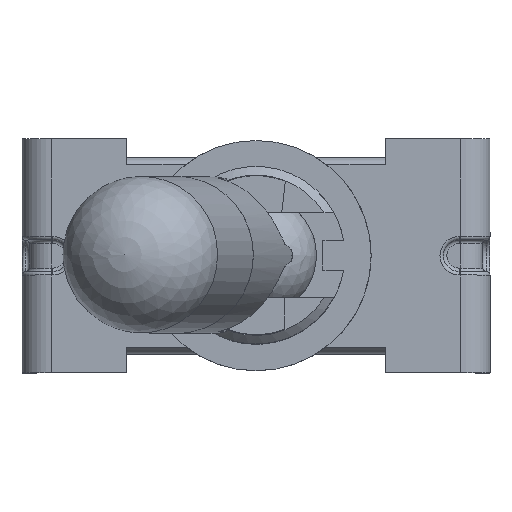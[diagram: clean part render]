
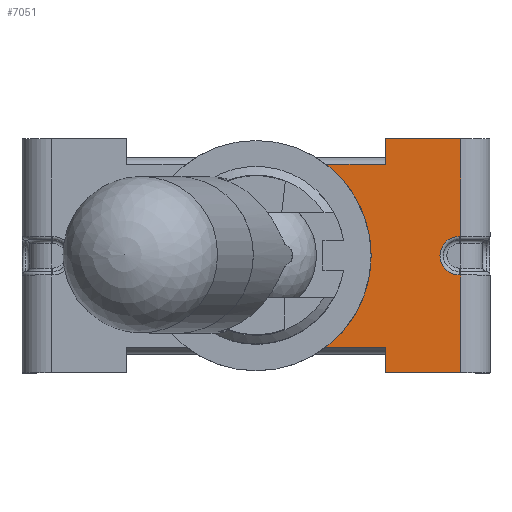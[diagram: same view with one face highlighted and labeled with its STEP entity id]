
A CAD part, top view. The second image highlights one B-rep face of the part: STEP entity #7051.
In plain terms, the highlighted planar face has unit normal (0, 0, 1).
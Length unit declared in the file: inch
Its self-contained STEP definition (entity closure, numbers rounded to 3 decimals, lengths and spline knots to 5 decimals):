
#109=PLANE('',#7546);
#373=FACE_OUTER_BOUND('',#793,.T.);
#793=EDGE_LOOP('',(#4981,#4982,#4983,#4984,#4985,#4986,#4987,#4988,#4989,
#4990,#4991,#4992));
#1219=CIRCLE('',#7547,0.15748);
#1220=CIRCLE('',#7548,0.02638);
#1597=LINE('',#10895,#2327);
#1598=LINE('',#10897,#2328);
#1599=LINE('',#10899,#2329);
#1600=LINE('',#10901,#2330);
#1601=LINE('',#10903,#2331);
#1602=LINE('',#10907,#2332);
#1603=LINE('',#10909,#2333);
#1604=LINE('',#10911,#2334);
#1605=LINE('',#10913,#2335);
#1606=LINE('',#10914,#2336);
#2327=VECTOR('',#8450,0.3937);
#2328=VECTOR('',#8451,0.3937);
#2329=VECTOR('',#8452,0.3937);
#2330=VECTOR('',#8453,0.3937);
#2331=VECTOR('',#8454,0.3937);
#2332=VECTOR('',#8457,0.3937);
#2333=VECTOR('',#8458,0.3937);
#2334=VECTOR('',#8459,0.3937);
#2335=VECTOR('',#8460,0.3937);
#2336=VECTOR('',#8461,0.3937);
#3089=VERTEX_POINT('',#10891);
#3090=VERTEX_POINT('',#10892);
#3091=VERTEX_POINT('',#10894);
#3092=VERTEX_POINT('',#10896);
#3093=VERTEX_POINT('',#10898);
#3094=VERTEX_POINT('',#10900);
#3095=VERTEX_POINT('',#10902);
#3096=VERTEX_POINT('',#10904);
#3097=VERTEX_POINT('',#10906);
#3098=VERTEX_POINT('',#10908);
#3099=VERTEX_POINT('',#10910);
#3100=VERTEX_POINT('',#10912);
#3798=EDGE_CURVE('',#3089,#3090,#1219,.T.);
#3799=EDGE_CURVE('',#3089,#3091,#1597,.T.);
#3800=EDGE_CURVE('',#3091,#3092,#1598,.T.);
#3801=EDGE_CURVE('',#3093,#3092,#1599,.T.);
#3802=EDGE_CURVE('',#3093,#3094,#1600,.T.);
#3803=EDGE_CURVE('',#3095,#3094,#1601,.T.);
#3804=EDGE_CURVE('',#3096,#3095,#1220,.T.);
#3805=EDGE_CURVE('',#3097,#3096,#1602,.T.);
#3806=EDGE_CURVE('',#3097,#3098,#1603,.T.);
#3807=EDGE_CURVE('',#3099,#3098,#1604,.T.);
#3808=EDGE_CURVE('',#3099,#3100,#1605,.T.);
#3809=EDGE_CURVE('',#3100,#3090,#1606,.T.);
#4981=ORIENTED_EDGE('',*,*,#3798,.F.);
#4982=ORIENTED_EDGE('',*,*,#3799,.T.);
#4983=ORIENTED_EDGE('',*,*,#3800,.T.);
#4984=ORIENTED_EDGE('',*,*,#3801,.F.);
#4985=ORIENTED_EDGE('',*,*,#3802,.T.);
#4986=ORIENTED_EDGE('',*,*,#3803,.F.);
#4987=ORIENTED_EDGE('',*,*,#3804,.F.);
#4988=ORIENTED_EDGE('',*,*,#3805,.F.);
#4989=ORIENTED_EDGE('',*,*,#3806,.T.);
#4990=ORIENTED_EDGE('',*,*,#3807,.F.);
#4991=ORIENTED_EDGE('',*,*,#3808,.T.);
#4992=ORIENTED_EDGE('',*,*,#3809,.T.);
#7051=ADVANCED_FACE('',(#373),#109,.T.);
#7546=AXIS2_PLACEMENT_3D('',#10890,#8446,#8447);
#7547=AXIS2_PLACEMENT_3D('',#10893,#8448,#8449);
#7548=AXIS2_PLACEMENT_3D('',#10905,#8455,#8456);
#8446=DIRECTION('center_axis',(0.,0.,
1.));
#8447=DIRECTION('ref_axis',(1.,0.,0.));
#8448=DIRECTION('center_axis',(0.,0.,
1.));
#8449=DIRECTION('ref_axis',(1.,0.,0.));
#8450=DIRECTION('',(1.,0.,0.));
#8451=DIRECTION('',(0.,-1.,0.));
#8452=DIRECTION('',(-1.,0.,0.));
#8453=DIRECTION('',(0.,1.,0.));
#8454=DIRECTION('',(1.,0.,0.));
#8455=DIRECTION('center_axis',(0.,0.,
1.));
#8456=DIRECTION('ref_axis',(-1.,0.,0.));
#8457=DIRECTION('',(-1.,0.,0.));
#8458=DIRECTION('',(0.,1.,0.));
#8459=DIRECTION('',(1.,0.,0.));
#8460=DIRECTION('',(0.,-1.,0.));
#8461=DIRECTION('',(-1.,0.,0.));
#10890=CARTESIAN_POINT('Origin',(0.,0.,
0.39016));
#10891=CARTESIAN_POINT('',(0.09527,-0.12539,0.39016));
#10892=CARTESIAN_POINT('',(0.09527,0.12539,0.39016));
#10893=CARTESIAN_POINT('Origin',(0.,0.,
0.39016));
#10894=CARTESIAN_POINT('',(0.17717,-0.12539,0.39016));
#10895=CARTESIAN_POINT('',(0.08858,-0.12539,0.39016));
#10896=CARTESIAN_POINT('',(0.17717,-0.16004,0.39016));
#10897=CARTESIAN_POINT('',(0.17717,-0.08002,0.39016));
#10898=CARTESIAN_POINT('',(0.27992,-0.16004,0.39016));
#10899=CARTESIAN_POINT('',(0.32008,-0.16004,0.39016));
#10900=CARTESIAN_POINT('',(0.27992,-0.02638,0.39016));
#10901=CARTESIAN_POINT('',(0.27992,-0.08002,0.39016));
#10902=CARTESIAN_POINT('',(0.27795,-0.02638,0.39016));
#10903=CARTESIAN_POINT('',(0.16004,-0.02638,0.39016));
#10904=CARTESIAN_POINT('',(0.27795,0.02638,0.39016));
#10905=CARTESIAN_POINT('Origin',(0.27795,0.,
0.39016));
#10906=CARTESIAN_POINT('',(0.27992,0.02638,0.39016));
#10907=CARTESIAN_POINT('',(0.16004,0.02638,0.39016));
#10908=CARTESIAN_POINT('',(0.27992,0.16004,0.39016));
#10909=CARTESIAN_POINT('',(0.27992,-0.08002,0.39016));
#10910=CARTESIAN_POINT('',(0.17717,0.16004,0.39016));
#10911=CARTESIAN_POINT('',(-0.32008,0.16004,0.39016));
#10912=CARTESIAN_POINT('',(0.17717,0.12539,0.39016));
#10913=CARTESIAN_POINT('',(0.17717,0.0627,0.39016));
#10914=CARTESIAN_POINT('',(-0.08858,0.12539,0.39016));
